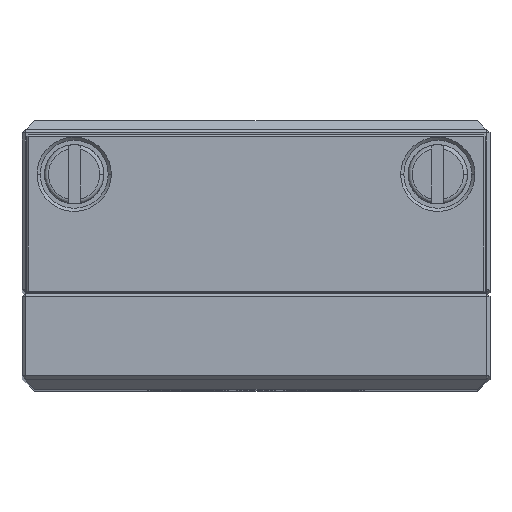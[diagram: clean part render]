
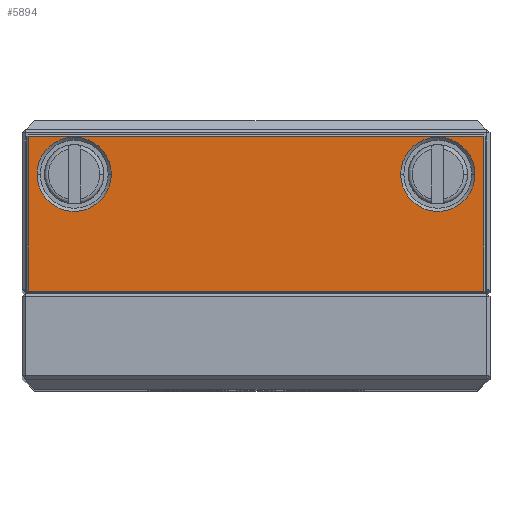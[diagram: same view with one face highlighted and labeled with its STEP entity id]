
A CAD part, top view. The second image highlights one B-rep face of the part: STEP entity #5894.
In plain terms, the highlighted planar face has unit normal (0, 0, 1).
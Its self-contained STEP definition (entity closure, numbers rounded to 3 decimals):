
#4197=FACE_BOUND('',#8492,.T.);
#4198=FACE_BOUND('',#8493,.T.);
#4199=FACE_BOUND('',#8494,.T.);
#4435=PLANE('',#26815);
#5894=ADVANCED_FACE('',(#4197,#4198,#4199),#4435,.T.);
#8492=EDGE_LOOP('',(#14491,#14492,#14493,#14494));
#8493=EDGE_LOOP('',(#14495,#14496));
#8494=EDGE_LOOP('',(#14497,#14498));
#9941=LINE('',#34336,#12160);
#9942=LINE('',#34339,#12161);
#9943=LINE('',#34341,#12162);
#9944=LINE('',#34343,#12163);
#12160=VECTOR('',#28610,1.);
#12161=VECTOR('',#28611,1.);
#12162=VECTOR('',#28612,1.);
#12163=VECTOR('',#28613,1.);
#14491=ORIENTED_EDGE('',*,*,#22989,.T.);
#14492=ORIENTED_EDGE('',*,*,#22990,.T.);
#14493=ORIENTED_EDGE('',*,*,#22991,.T.);
#14494=ORIENTED_EDGE('',*,*,#22992,.T.);
#14495=ORIENTED_EDGE('',*,*,#22919,.T.);
#14496=ORIENTED_EDGE('',*,*,#22988,.T.);
#14497=ORIENTED_EDGE('',*,*,#22923,.T.);
#14498=ORIENTED_EDGE('',*,*,#22987,.T.);
#20827=VERTEX_POINT('',#34072);
#20828=VERTEX_POINT('',#34074);
#20831=VERTEX_POINT('',#34081);
#20832=VERTEX_POINT('',#34083);
#20871=VERTEX_POINT('',#34337);
#20872=VERTEX_POINT('',#34338);
#20873=VERTEX_POINT('',#34340);
#20874=VERTEX_POINT('',#34342);
#22919=EDGE_CURVE('',#20828,#20827,#26155,.T.);
#22923=EDGE_CURVE('',#20832,#20831,#26157,.T.);
#22987=EDGE_CURVE('',#20831,#20832,#26188,.T.);
#22988=EDGE_CURVE('',#20827,#20828,#26189,.T.);
#22989=EDGE_CURVE('',#20871,#20872,#9941,.T.);
#22990=EDGE_CURVE('',#20872,#20873,#9942,.T.);
#22991=EDGE_CURVE('',#20873,#20874,#9943,.T.);
#22992=EDGE_CURVE('',#20874,#20871,#9944,.T.);
#26155=CIRCLE('',#26750,2.35);
#26157=CIRCLE('',#26753,2.35);
#26188=CIRCLE('',#26811,2.35);
#26189=CIRCLE('',#26813,2.35);
#26750=AXIS2_PLACEMENT_3D('',#34073,#28453,#28454);
#26753=AXIS2_PLACEMENT_3D('',#34082,#28461,#28462);
#26811=AXIS2_PLACEMENT_3D('',#34332,#28602,#28603);
#26813=AXIS2_PLACEMENT_3D('',#34334,#28606,#28607);
#26815=AXIS2_PLACEMENT_3D('',#34344,#28614,#28615);
#28453=DIRECTION('',(0.,0.,-1.));
#28454=DIRECTION('',(1.,0.,0.));
#28461=DIRECTION('',(0.,0.,-1.));
#28462=DIRECTION('',(1.,0.,0.));
#28602=DIRECTION('',(0.,0.,-1.));
#28603=DIRECTION('',(1.,0.,0.));
#28606=DIRECTION('',(0.,0.,-1.));
#28607=DIRECTION('',(1.,0.,0.));
#28610=DIRECTION('',(0.,-1.,0.));
#28611=DIRECTION('',(1.,0.,0.));
#28612=DIRECTION('',(0.,1.,0.));
#28613=DIRECTION('',(-1.,0.,0.));
#28614=DIRECTION('',(0.,0.,1.));
#28615=DIRECTION('',(1.,0.,0.));
#34072=CARTESIAN_POINT('',(9.15,13.58,51.));
#34073=CARTESIAN_POINT('',(11.5,13.58,51.));
#34074=CARTESIAN_POINT('',(13.85,13.58,51.));
#34081=CARTESIAN_POINT('',(-13.85,13.58,51.));
#34082=CARTESIAN_POINT('',(-11.5,13.58,51.));
#34083=CARTESIAN_POINT('',(-9.15,13.58,51.));
#34332=CARTESIAN_POINT('',(-11.5,13.58,51.));
#34334=CARTESIAN_POINT('',(11.5,13.58,51.));
#34336=CARTESIAN_POINT('',(-14.4,6.08,51.));
#34337=CARTESIAN_POINT('',(-14.4,15.98,51.));
#34338=CARTESIAN_POINT('',(-14.4,6.18,51.));
#34339=CARTESIAN_POINT('',(14.5,6.18,51.));
#34340=CARTESIAN_POINT('',(14.4,6.18,51.));
#34341=CARTESIAN_POINT('',(14.4,16.08,51.));
#34342=CARTESIAN_POINT('',(14.4,15.98,51.));
#34343=CARTESIAN_POINT('',(-14.5,15.98,51.));
#34344=CARTESIAN_POINT('',(-14.5,6.08,51.));
